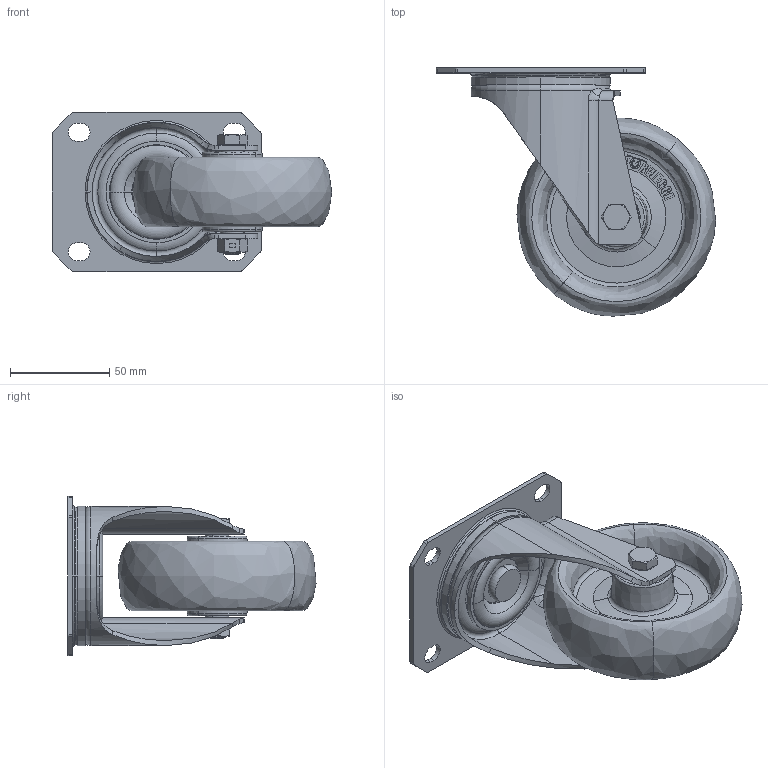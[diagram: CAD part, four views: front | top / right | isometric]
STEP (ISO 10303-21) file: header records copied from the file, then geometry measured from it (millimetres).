
FILE_DESCRIPTION (( 'STEP AP214' ), '1' );
FILE_NAME ('0056074.step', '2023-06-26T06:29:21', ( '' ), ( '' ), 'SwSTEP 2.0', 'SolidWorks 2020', '' );
FILE_SCHEMA (( 'AUTOMOTIVE_DESIGN' ));
Length unit declared in the file: millimetre
Products named in the file (1): 0056074
Bounding box: 140.48 x 124.8 x 80 mm (x, y, z)
Volume: 215457 mm3; surface area: 94188.3 mm2
Topology: 9 solids, 9 shells, 487 faces, 1147 edges, 711 vertices
Faces by surface type: plane 193, torus 90, cylinder 87, bspline 61, cone 56
Entity records: 22804 total; most frequent: CARTESIAN_POINT 6338, ORIENTED_EDGE 2294, DIRECTION 2236, EDGE_CURVE 1147, AXIS2_PLACEMENT_3D 849, VERTEX_POINT 711, EDGE_LOOP 546, LINE 538
